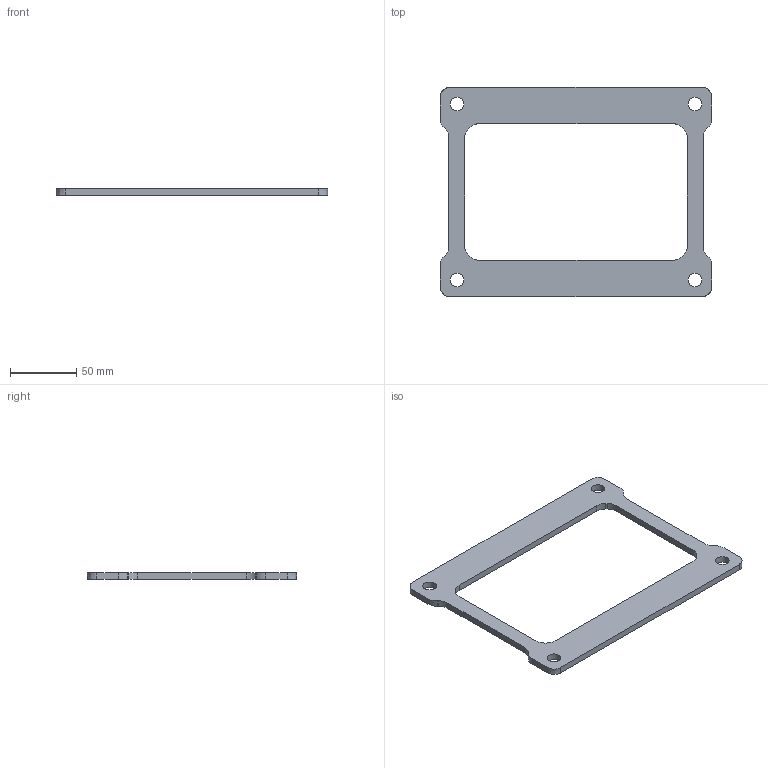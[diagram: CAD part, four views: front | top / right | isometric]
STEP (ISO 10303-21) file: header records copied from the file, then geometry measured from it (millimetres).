
FILE_DESCRIPTION(/* description */ (''),/* implementation_level */ '2;1');
FILE_NAME(/* name */ 'rig_welding v5.step',/* time_stamp */ '2023-11-21T17:00:02+01:00',/* author */ (''),/* organization */ (''),/* preprocessor_version */ 'ST-DEVELOPER v20',/* originating_system */ 'Autodesk Translation Framework v12.14.0.127',/* authorisation */ '');
FILE_SCHEMA (('AUTOMOTIVE_DESIGN { 1 0 10303 214 3 1 1 }'));
Length unit declared in the file: millimetre
Products named in the file (1): rig_welding
Bounding box: 205 x 158 x 5 mm (x, y, z)
Volume: 67815.8 mm3; surface area: 33990.4 mm2
Topology: 1 solids, 1 shells, 46 faces, 132 edges, 88 vertices
Faces by surface type: plane 22, cylinder 20, bspline 4
Full cylindrical faces by diameter (mm): 10.2 x4
Entity records: 1753 total; most frequent: CARTESIAN_POINT 495, ORIENTED_EDGE 264, DIRECTION 242, EDGE_CURVE 132, VERTEX_POINT 88, AXIS2_PLACEMENT_3D 83, LINE 76, VECTOR 76
